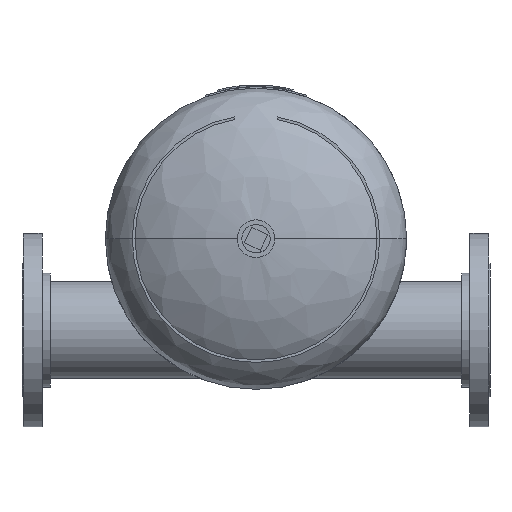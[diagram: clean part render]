
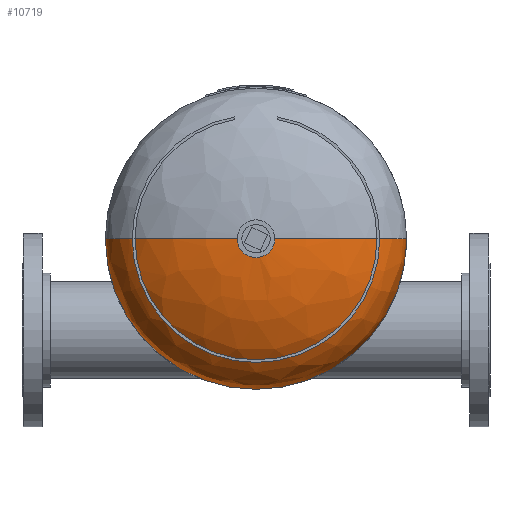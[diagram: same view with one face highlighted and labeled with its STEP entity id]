
A CAD part, front view. The second image highlights one B-rep face of the part: STEP entity #10719.
In plain terms, the highlighted free-form (B-spline) face has degree [3, 3] with [4, 4] control points.
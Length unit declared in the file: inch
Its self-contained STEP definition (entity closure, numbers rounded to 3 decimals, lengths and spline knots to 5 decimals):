
#403 = CARTESIAN_POINT ( 'NONE',  ( -0.75, 3.79958, 0. ) ) ;
#646 = DIRECTION ( 'NONE',  ( 1., 0., 0. ) ) ;
#652 = CARTESIAN_POINT ( 'NONE',  ( -7., 0.273, 14. ) ) ;
#680 = ORIENTED_EDGE ( 'NONE', *, *, #3160, .F. ) ;
#683 = DIRECTION ( 'NONE',  ( 0., -1., 0. ) ) ;
#697 = ORIENTED_EDGE ( 'NONE', *, *, #6371, .T. ) ;
#1600 = CARTESIAN_POINT ( 'NONE',  ( -0.75, 3.79958, 1.5 ) ) ;
#1631 = DIRECTION ( 'NONE',  ( 1., 0., 0. ) ) ;
#1670 =( BOUNDED_SURFACE ( )  B_SPLINE_SURFACE ( 3, 3, ( 
 ( #11031, #6345, #1600, #10271 ),
 ( #2476, #5359, #5417, #8284 ),
 ( #2722, #1726, #5541, #12097 ),
 ( #9347, #3545, #652, #4599 ) ),
 .UNSPECIFIED., .F., .F., .F. ) 
 B_SPLINE_SURFACE_WITH_KNOTS ( ( 4, 4 ),
 ( 4, 4 ),
 ( 0., 1. ),
 ( 0., 1. ),
 .UNSPECIFIED. ) 
 GEOMETRIC_REPRESENTATION_ITEM ( )  RATIONAL_B_SPLINE_SURFACE ( (
 ( 1., 0.333, 0.333, 1.),
 ( 0.829, 0.276, 0.276, 0.829),
 ( 0.829, 0.276, 0.276, 0.829),
 ( 1., 0.333, 0.333, 1.) ) ) 
 REPRESENTATION_ITEM ( '' )  SURFACE ( )  );
#1726 = CARTESIAN_POINT ( 'NONE',  ( 7., 2.17806, 14. ) ) ;
#1851 = DIRECTION ( 'NONE',  ( 1., 0., 0. ) ) ;
#1934 = AXIS2_PLACEMENT_3D ( 'NONE', #8339, #5286, #646 ) ;
#2379 = CARTESIAN_POINT ( 'NONE',  ( 0., 0.273, 0. ) ) ;
#2476 = CARTESIAN_POINT ( 'NONE',  ( 4.48799, 3.59547, 0. ) ) ;
#2538 = FACE_OUTER_BOUND ( 'NONE', #6006, .T. ) ;
#2722 = CARTESIAN_POINT ( 'NONE',  ( 7., 2.17806, 0. ) ) ;
#2955 =( BOUNDED_CURVE ( )  B_SPLINE_CURVE ( 3, ( #4581, #10376, #4641, #11134 ),
 .UNSPECIFIED., .F., .F. ) 
 B_SPLINE_CURVE_WITH_KNOTS ( ( 4, 4 ),
 ( 4.81974, 6.28319 ),
 .UNSPECIFIED. ) 
 CURVE ( )  GEOMETRIC_REPRESENTATION_ITEM ( )  RATIONAL_B_SPLINE_CURVE ( ( 1., 0.829, 0.829, 1. ) ) 
 REPRESENTATION_ITEM ( '' )  );
#3160 = EDGE_CURVE ( 'NONE', #3648, #8012, #4099, .T. ) ;
#3229 = CARTESIAN_POINT ( 'NONE',  ( -7., 0.273, 0. ) ) ;
#3545 = CARTESIAN_POINT ( 'NONE',  ( 7., 0.273, 14. ) ) ;
#3648 = VERTEX_POINT ( 'NONE', #6560 ) ;
#4099 = CIRCLE ( 'NONE', #4708, 7. ) ;
#4354 = CARTESIAN_POINT ( 'NONE',  ( 0., 3.79958, 0.75 ) ) ;
#4509 = CARTESIAN_POINT ( 'NONE',  ( -0.75, 3.79958, 0. ) ) ;
#4581 = CARTESIAN_POINT ( 'NONE',  ( 0.75, 3.79958, 0. ) ) ;
#4599 = CARTESIAN_POINT ( 'NONE',  ( -7., 0.273, 0. ) ) ;
#4641 = CARTESIAN_POINT ( 'NONE',  ( 7., 2.17806, 0. ) ) ;
#4708 = AXIS2_PLACEMENT_3D ( 'NONE', #2379, #683, #1631 ) ;
#5030 = CARTESIAN_POINT ( 'NONE',  ( -7., 2.17806, 0. ) ) ;
#5286 = DIRECTION ( 'NONE',  ( 0., -1., 0. ) ) ;
#5359 = CARTESIAN_POINT ( 'NONE',  ( 4.48799, 3.59547, 8.97598 ) ) ;
#5417 = CARTESIAN_POINT ( 'NONE',  ( -4.48799, 3.59547, 8.97598 ) ) ;
#5541 = CARTESIAN_POINT ( 'NONE',  ( -7., 2.17806, 14. ) ) ;
#5814 = EDGE_CURVE ( 'NONE', #6063, #10665, #7722, .T. ) ;
#6006 = EDGE_LOOP ( 'NONE', ( #697, #8181, #680, #6323, #8866 ) ) ;
#6063 = VERTEX_POINT ( 'NONE', #6838 ) ;
#6323 = ORIENTED_EDGE ( 'NONE', *, *, #11060, .F. ) ;
#6345 = CARTESIAN_POINT ( 'NONE',  ( 0.75, 3.79958, 1.5 ) ) ;
#6371 = EDGE_CURVE ( 'NONE', #10665, #9325, #7320, .T. ) ;
#6517 = AXIS2_PLACEMENT_3D ( 'NONE', #10401, #6651, #1851 ) ;
#6560 = CARTESIAN_POINT ( 'NONE',  ( 7., 0.273, 0. ) ) ;
#6651 = DIRECTION ( 'NONE',  ( 0., -1., 0. ) ) ;
#6838 = CARTESIAN_POINT ( 'NONE',  ( 0.75, 3.79958, 0. ) ) ;
#6905 = CARTESIAN_POINT ( 'NONE',  ( -4.48799, 3.59547, 0. ) ) ;
#7320 = CIRCLE ( 'NONE', #1934, 0.75 ) ;
#7722 = CIRCLE ( 'NONE', #6517, 0.75 ) ;
#8012 = VERTEX_POINT ( 'NONE', #11465 ) ;
#8181 = ORIENTED_EDGE ( 'NONE', *, *, #10818, .T. ) ;
#8284 = CARTESIAN_POINT ( 'NONE',  ( -4.48799, 3.59547, 0. ) ) ;
#8339 = CARTESIAN_POINT ( 'NONE',  ( 0., 3.79958, 0. ) ) ;
#8866 = ORIENTED_EDGE ( 'NONE', *, *, #5814, .T. ) ;
#9325 = VERTEX_POINT ( 'NONE', #4509 ) ;
#9347 = CARTESIAN_POINT ( 'NONE',  ( 7., 0.273, 0. ) ) ;
#10271 = CARTESIAN_POINT ( 'NONE',  ( -0.75, 3.79958, 0. ) ) ;
#10376 = CARTESIAN_POINT ( 'NONE',  ( 4.48799, 3.59547, 0. ) ) ;
#10401 = CARTESIAN_POINT ( 'NONE',  ( 0., 3.79958, 0. ) ) ;
#10530 =( BOUNDED_CURVE ( )  B_SPLINE_CURVE ( 3, ( #403, #6905, #5030, #3229 ),
 .UNSPECIFIED., .F., .F. ) 
 B_SPLINE_CURVE_WITH_KNOTS ( ( 4, 4 ),
 ( 4.81974, 6.28319 ),
 .UNSPECIFIED. ) 
 CURVE ( )  GEOMETRIC_REPRESENTATION_ITEM ( )  RATIONAL_B_SPLINE_CURVE ( ( 1., 0.829, 0.829, 1. ) ) 
 REPRESENTATION_ITEM ( '' )  );
#10665 = VERTEX_POINT ( 'NONE', #4354 ) ;
#10719 = ADVANCED_FACE ( 'NONE', ( #2538 ), #1670, .F. ) ;
#10818 = EDGE_CURVE ( 'NONE', #9325, #8012, #10530, .T. ) ;
#11031 = CARTESIAN_POINT ( 'NONE',  ( 0.75, 3.79958, 0. ) ) ;
#11060 = EDGE_CURVE ( 'NONE', #6063, #3648, #2955, .T. ) ;
#11134 = CARTESIAN_POINT ( 'NONE',  ( 7., 0.273, 0. ) ) ;
#11465 = CARTESIAN_POINT ( 'NONE',  ( -7., 0.273, 0. ) ) ;
#12097 = CARTESIAN_POINT ( 'NONE',  ( -7., 2.17806, 0. ) ) ;
